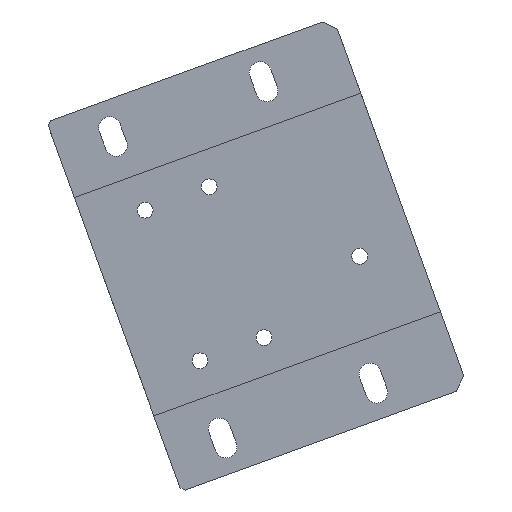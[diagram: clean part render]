
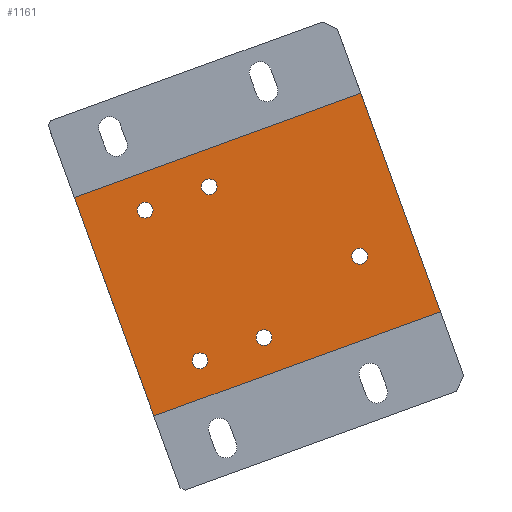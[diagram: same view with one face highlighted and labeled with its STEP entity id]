
A CAD part, left-side view. The second image highlights one B-rep face of the part: STEP entity #1161.
In plain terms, the highlighted planar face has unit normal (-1, 0, 0).
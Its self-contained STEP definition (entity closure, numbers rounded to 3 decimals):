
#17=FACE_BOUND('',#149,.T.);
#18=FACE_BOUND('',#150,.T.);
#19=FACE_BOUND('',#151,.T.);
#20=FACE_BOUND('',#152,.T.);
#21=FACE_BOUND('',#153,.T.);
#42=PLANE('',#1243);
#84=FACE_OUTER_BOUND('',#148,.T.);
#148=EDGE_LOOP('',(#832,#833,#834,#835));
#149=EDGE_LOOP('',(#836));
#150=EDGE_LOOP('',(#837));
#151=EDGE_LOOP('',(#838));
#152=EDGE_LOOP('',(#839));
#153=EDGE_LOOP('',(#840));
#242=LINE('',#1725,#368);
#246=LINE('',#1734,#372);
#250=LINE('',#1741,#376);
#251=LINE('',#1742,#377);
#368=VECTOR('',#1377,96.57);
#372=VECTOR('',#1383,96.57);
#376=VECTOR('',#1389,73.66);
#377=VECTOR('',#1390,73.66);
#476=CIRCLE('',#1232,2.518);
#482=CIRCLE('',#1244,2.518);
#483=CIRCLE('',#1245,2.518);
#484=CIRCLE('',#1246,2.518);
#485=CIRCLE('',#1247,2.518);
#518=VERTEX_POINT('',#1673);
#540=VERTEX_POINT('',#1723);
#541=VERTEX_POINT('',#1724);
#544=VERTEX_POINT('',#1732);
#545=VERTEX_POINT('',#1733);
#548=VERTEX_POINT('',#1743);
#549=VERTEX_POINT('',#1745);
#550=VERTEX_POINT('',#1747);
#551=VERTEX_POINT('',#1749);
#630=EDGE_CURVE('',#518,#518,#476,.T.);
#654=EDGE_CURVE('',#540,#541,#242,.T.);
#658=EDGE_CURVE('',#544,#545,#246,.T.);
#662=EDGE_CURVE('',#545,#540,#250,.T.);
#663=EDGE_CURVE('',#541,#544,#251,.T.);
#664=EDGE_CURVE('',#548,#548,#482,.F.);
#665=EDGE_CURVE('',#549,#549,#483,.F.);
#666=EDGE_CURVE('',#550,#550,#484,.F.);
#667=EDGE_CURVE('',#551,#551,#485,.F.);
#832=ORIENTED_EDGE('',*,*,#654,.F.);
#833=ORIENTED_EDGE('',*,*,#662,.F.);
#834=ORIENTED_EDGE('',*,*,#658,.F.);
#835=ORIENTED_EDGE('',*,*,#663,.F.);
#836=ORIENTED_EDGE('',*,*,#630,.T.);
#837=ORIENTED_EDGE('',*,*,#664,.F.);
#838=ORIENTED_EDGE('',*,*,#665,.F.);
#839=ORIENTED_EDGE('',*,*,#666,.F.);
#840=ORIENTED_EDGE('',*,*,#667,.F.);
#1161=ADVANCED_FACE('',(#84,#17,#18,#19,#20,#21),#42,.T.);
#1232=AXIS2_PLACEMENT_3D('',#1674,#1339,#1340);
#1243=AXIS2_PLACEMENT_3D('',#1740,#1387,#1388);
#1244=AXIS2_PLACEMENT_3D('',#1744,#1391,#1392);
#1245=AXIS2_PLACEMENT_3D('',#1746,#1393,#1394);
#1246=AXIS2_PLACEMENT_3D('',#1748,#1395,#1396);
#1247=AXIS2_PLACEMENT_3D('',#1750,#1397,#1398);
#1339=DIRECTION('center_axis',(1.,0.,0.));
#1340=DIRECTION('ref_axis',(0.,-0.342,-0.94));
#1377=DIRECTION('',(0.,-0.94,0.342));
#1383=DIRECTION('',(0.,0.94,-0.342));
#1387=DIRECTION('center_axis',(-1.,0.,0.));
#1388=DIRECTION('ref_axis',(0.,0.,1.));
#1389=DIRECTION('',(0.,0.342,0.94));
#1390=DIRECTION('',(0.,-0.342,-0.94));
#1391=DIRECTION('center_axis',(1.,0.,0.));
#1392=DIRECTION('ref_axis',(0.,-0.342,-0.94));
#1393=DIRECTION('center_axis',(1.,0.,0.));
#1394=DIRECTION('ref_axis',(0.,-0.342,-0.94));
#1395=DIRECTION('center_axis',(1.,0.,0.));
#1396=DIRECTION('ref_axis',(0.,-0.342,-0.94));
#1397=DIRECTION('center_axis',(1.,0.,0.));
#1398=DIRECTION('ref_axis',(0.,-0.342,-0.94));
#1673=CARTESIAN_POINT('',(-71.492,563.739,-534.008));
#1674=CARTESIAN_POINT('Origin',(-71.492,562.878,-536.374));
#1723=CARTESIAN_POINT('',(-71.492,653.29,-517.789));
#1724=CARTESIAN_POINT('',(-71.492,562.544,-484.76));
#1725=CARTESIAN_POINT('',(-71.492,585.23,-493.017));
#1732=CARTESIAN_POINT('',(-71.492,537.351,-553.977));
#1733=CARTESIAN_POINT('',(-71.492,628.097,-587.006));
#1734=CARTESIAN_POINT('',(-71.492,605.41,-578.749));
#1740=CARTESIAN_POINT('Origin',(-71.492,595.32,-535.883));
#1741=CARTESIAN_POINT('',(-71.492,647.73,-533.064));
#1742=CARTESIAN_POINT('',(-71.492,539.305,-548.607));
#1743=CARTESIAN_POINT('',(-71.492,611.456,-512.047));
#1744=CARTESIAN_POINT('Origin',(-71.492,610.595,-514.412));
#1745=CARTESIAN_POINT('',(-71.492,614.369,-567.167));
#1746=CARTESIAN_POINT('Origin',(-71.492,613.508,-569.533));
#1747=CARTESIAN_POINT('',(-71.492,594.081,-559.783));
#1748=CARTESIAN_POINT('Origin',(-71.492,593.22,-562.149));
#1749=CARTESIAN_POINT('',(-71.492,631.744,-519.431));
#1750=CARTESIAN_POINT('Origin',(-71.492,630.883,-521.797));
